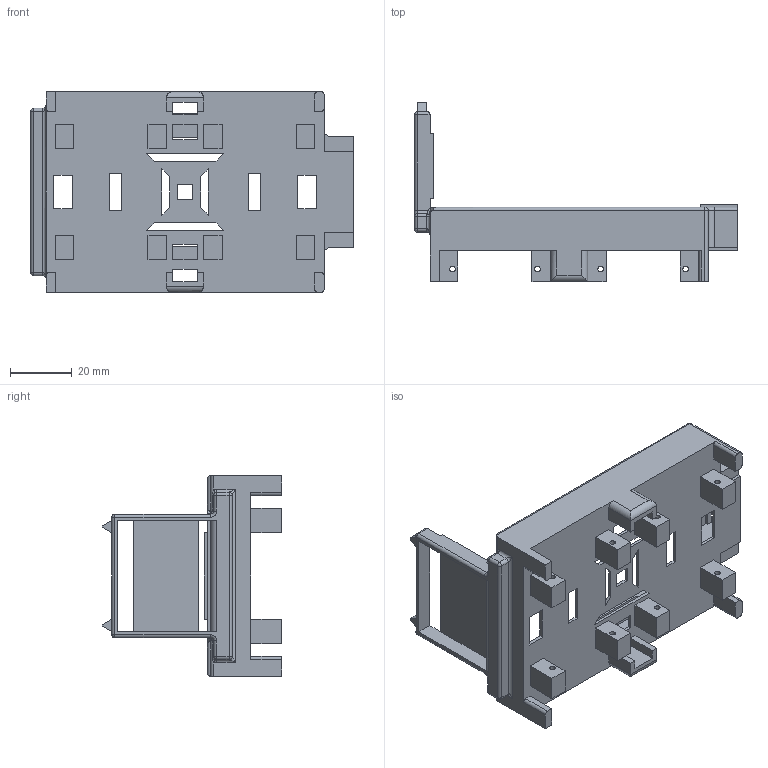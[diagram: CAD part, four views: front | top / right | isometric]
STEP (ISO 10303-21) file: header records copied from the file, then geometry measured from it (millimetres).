
FILE_DESCRIPTION (( 'STEP AP203' ), '1' );
FILE_NAME ('桌面宠物模型1.9号更新.STEP', '2025-01-09T13:41:44', ( '' ), ( '' ), 'SwSTEP 2.0', 'SolidWorks 2024', '' );
FILE_SCHEMA (( 'CONFIG_CONTROL_DESIGN' ));
Length unit declared in the file: millimetre
Products named in the file (1): 桌面宠物模型1.9号更新
Bounding box: 104.5 x 58 x 65 mm (x, y, z)
Volume: 30441 mm3; surface area: 32334.7 mm2
Topology: 1 solids, 1 shells, 334 faces, 955 edges, 602 vertices
Faces by surface type: plane 223, cylinder 83, torus 12, sphere 10, bspline 6
Entity records: 11067 total; most frequent: CARTESIAN_POINT 2197, ORIENTED_EDGE 1886, DIRECTION 1735, EDGE_CURVE 943, LINE 757, VECTOR 757, VERTEX_POINT 602, AXIS2_PLACEMENT_3D 489
